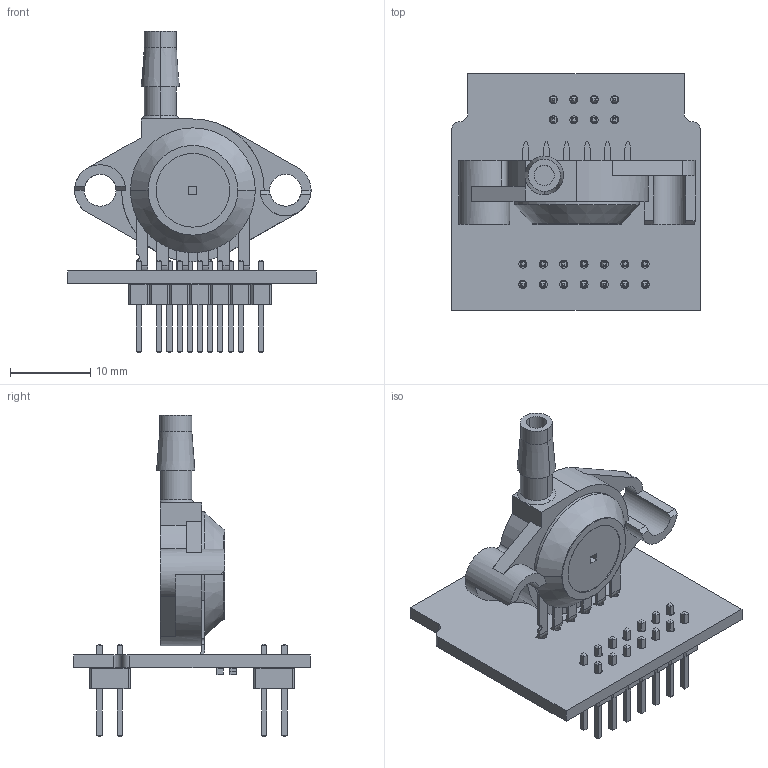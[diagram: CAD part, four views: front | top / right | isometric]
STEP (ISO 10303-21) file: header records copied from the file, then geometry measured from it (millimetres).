
FILE_DESCRIPTION(('KiCad electronic assembly'),'2;1');
FILE_NAME('pressure_sensor_module.step','2020-06-24T23:19:53',( 'An Author'),('A Company'),'Open CASCADE STEP processor 6.8', 'KiCad to STEP converter','Unknown');
FILE_SCHEMA(('AUTOMOTIVE_DESIGN_CC2 { 1 2 10303 214 -1 1 5 4 }'));
Length unit declared in the file: millimetre
Products named in the file (12): Open CASCADE STEP translator 6.8 1; C_0603_1608Metric; SOLID; R_0603_1608Metric; PinHeader_2x04_P2.54mm_Vertical; PinHeader_2x07_P2.54mm_Vertical; MPX5100GP; COMPOUND
Assembly tree (13 placements, depth 3):
  Open CASCADE STEP translator 6.8 1
    C_0603_1608Metric  x2
      SOLID
    R_0603_1608Metric  x2
      SOLID
    PinHeader_2x04_P2.54mm_Vertical
      SOLID
    PinHeader_2x07_P2.54mm_Vertical
      SOLID
    MPX5100GP
      SOLID
    COMPOUND
Bounding box: 31 x 29.5 x 40.05 mm (x, y, z)
Volume: 3922.1 mm3; surface area: 4768.2 mm2
Topology: 8 solids, 8 shells, 784 faces, 1933 edges, 1215 vertices
Faces by surface type: plane 663, cylinder 115, cone 6
Full cylindrical faces by diameter (mm): 0.9 x6, 1 x22
Entity records: 56572 total; most frequent: CARTESIAN_POINT 15952, DIRECTION 6605, LINE 4610, VECTOR 4610, ORIENTED_EDGE 3586, PCURVE 3586, DEFINITIONAL_REPRESENTATION 3586, EDGE_CURVE 1793
